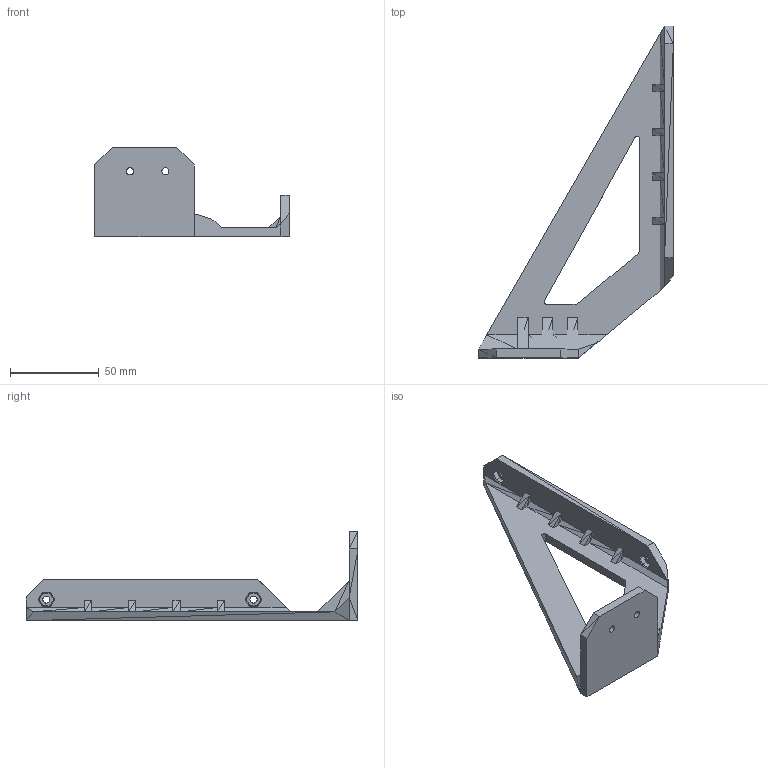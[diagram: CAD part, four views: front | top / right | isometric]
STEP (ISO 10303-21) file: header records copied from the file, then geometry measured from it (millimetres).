
FILE_DESCRIPTION((''),'2;1');
FILE_NAME('P_ENC_FRAMBRACE_V3','2018-04-15T',('Martin'),('TH Nuernberg FAK MB'),'CREO PARAMETRIC BY PTC INC, 2016260','CREO PARAMETRIC BY PTC INC, 2016260','');
FILE_SCHEMA(('CONFIG_CONTROL_DESIGN'));
Length unit declared in the file: millimetre
Products named in the file (1): P_ENC_FRAMBRACE_V3
Bounding box: 110 x 187.5 x 50.52 mm (x, y, z)
Volume: 67896.5 mm3; surface area: 30074 mm2
Topology: 1 solids, 1 shells, 129 faces, 282 edges, 157 vertices
Faces by surface type: plane 117, cylinder 12
Entity records: 3414 total; most frequent: CARTESIAN_POINT 568, DIRECTION 564, ORIENTED_EDGE 564, EDGE_CURVE 282, VECTOR 258, LINE 258, VERTEX_POINT 157, AXIS2_PLACEMENT_3D 153
